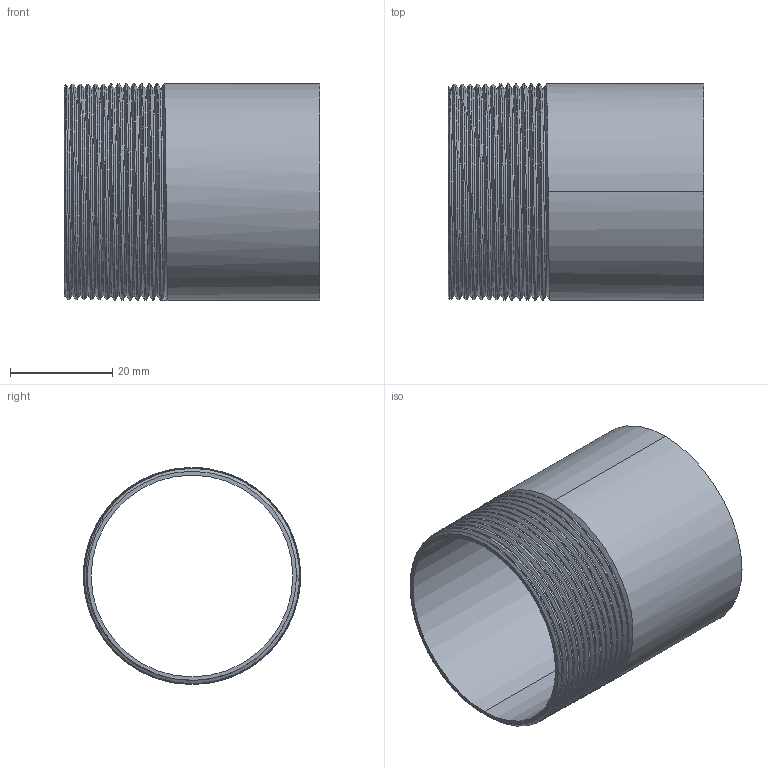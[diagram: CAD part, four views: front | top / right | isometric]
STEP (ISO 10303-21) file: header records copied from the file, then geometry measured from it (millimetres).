
FILE_DESCRIPTION (( 'STEP AP203' ), '1' );
FILE_NAME ('3D_R208-_1 1-4x50_17143070.STEP', '2024-08-15T14:19:27', ( '' ), ( '' ), 'SwSTEP 2.0', 'SolidWorks 2024', '' );
FILE_SCHEMA (( 'CONFIG_CONTROL_DESIGN' ));
Length unit declared in the file: millimetre
Products named in the file (1): 3D_R208-_1 1-4x50_17143070
Bounding box: 50 x 42.4 x 42.4 mm (x, y, z)
Volume: 8419 mm3; surface area: 14517.6 mm2
Topology: 1 solids, 1 shells, 38 faces, 106 edges, 70 vertices
Faces by surface type: cone 28, cylinder 4, plane 3, bspline 3
Entity records: 5746 total; most frequent: CARTESIAN_POINT 4824, ORIENTED_EDGE 212, DIRECTION 122, EDGE_CURVE 106, VERTEX_POINT 70, B_SPLINE_CURVE_WITH_KNOTS 60, AXIS2_PLACEMENT_3D 45, EDGE_LOOP 40
